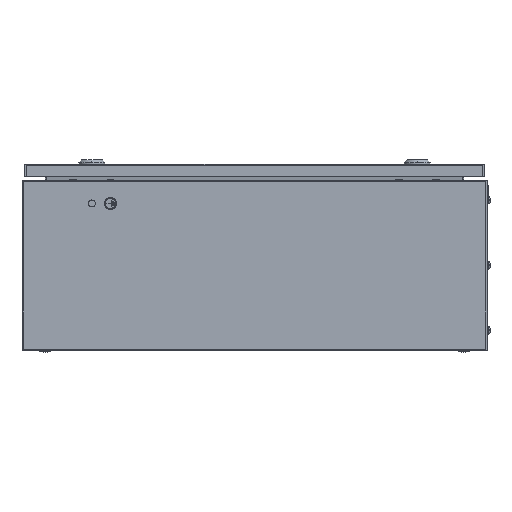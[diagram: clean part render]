
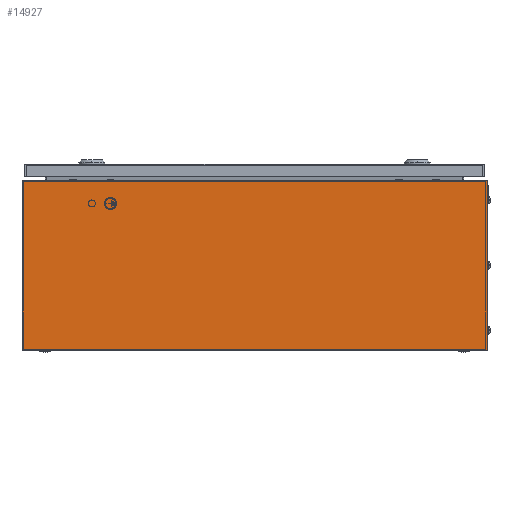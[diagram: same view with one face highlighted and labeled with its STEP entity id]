
A CAD part, left-side view. The second image highlights one B-rep face of the part: STEP entity #14927.
In plain terms, the highlighted planar face has unit normal (-1, 0, 0).
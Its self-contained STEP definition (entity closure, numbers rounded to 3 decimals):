
#592 = LINE ( 'NONE', #58739, #25369 ) ;
#798 = VERTEX_POINT ( 'NONE', #12994 ) ;
#1511 = PLANE ( 'NONE',  #49666 ) ;
#10105 = ORIENTED_EDGE ( 'NONE', *, *, #54710, .F. ) ;
#10650 = ORIENTED_EDGE ( 'NONE', *, *, #38738, .F. ) ;
#10785 = DIRECTION ( 'NONE',  ( 0., -1., 0. ) ) ;
#12994 = CARTESIAN_POINT ( 'NONE',  ( 0., 500., 0. ) ) ;
#14927 = ADVANCED_FACE ( 'NONE', ( #39596 ), #1511, .F. ) ;
#21624 = EDGE_LOOP ( 'NONE', ( #40579, #10650, #10105, #32949 ) ) ;
#21625 = DIRECTION ( 'NONE',  ( 0., -1., 0. ) ) ;
#21759 = VECTOR ( 'NONE', #21625, 1000. ) ;
#22536 = VERTEX_POINT ( 'NONE', #49550 ) ;
#22611 = DIRECTION ( 'NONE',  ( 1., 0., 0. ) ) ;
#22932 = VECTOR ( 'NONE', #52012, 1000. ) ;
#25369 = VECTOR ( 'NONE', #32412, 1000. ) ;
#25701 = CARTESIAN_POINT ( 'NONE',  ( 0., 0., 183. ) ) ;
#25836 = CARTESIAN_POINT ( 'NONE',  ( 0., 500., 183. ) ) ;
#29186 = VERTEX_POINT ( 'NONE', #30107 ) ;
#30107 = CARTESIAN_POINT ( 'NONE',  ( 0., 0., 0. ) ) ;
#32412 = DIRECTION ( 'NONE',  ( 0., 0., -1. ) ) ;
#32949 = ORIENTED_EDGE ( 'NONE', *, *, #55644, .T. ) ;
#36092 = CARTESIAN_POINT ( 'NONE',  ( 0., 0., 183. ) ) ;
#37243 = CARTESIAN_POINT ( 'NONE',  ( 0., 0., 0. ) ) ;
#38738 = EDGE_CURVE ( 'NONE', #22536, #29186, #63128, .T. ) ;
#39596 = FACE_OUTER_BOUND ( 'NONE', #21624, .T. ) ;
#40579 = ORIENTED_EDGE ( 'NONE', *, *, #67768, .T. ) ;
#42477 = LINE ( 'NONE', #37243, #21759 ) ;
#44808 = CARTESIAN_POINT ( 'NONE',  ( 0., 0., 183. ) ) ;
#49550 = CARTESIAN_POINT ( 'NONE',  ( 0., 0., 183. ) ) ;
#49666 = AXIS2_PLACEMENT_3D ( 'NONE', #44808, #22611, #65866 ) ;
#52012 = DIRECTION ( 'NONE',  ( 0., 0., -1. ) ) ;
#54710 = EDGE_CURVE ( 'NONE', #66959, #22536, #63105, .T. ) ;
#55644 = EDGE_CURVE ( 'NONE', #66959, #798, #592, .T. ) ;
#58739 = CARTESIAN_POINT ( 'NONE',  ( 0., 500., 183. ) ) ;
#63105 = LINE ( 'NONE', #25701, #66139 ) ;
#63128 = LINE ( 'NONE', #36092, #22932 ) ;
#65866 = DIRECTION ( 'NONE',  ( 0., 0., -1. ) ) ;
#66139 = VECTOR ( 'NONE', #10785, 1000. ) ;
#66959 = VERTEX_POINT ( 'NONE', #25836 ) ;
#67768 = EDGE_CURVE ( 'NONE', #798, #29186, #42477, .T. ) ;
